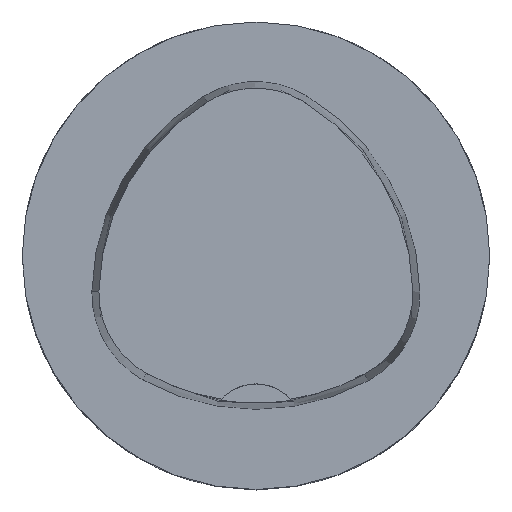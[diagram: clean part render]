
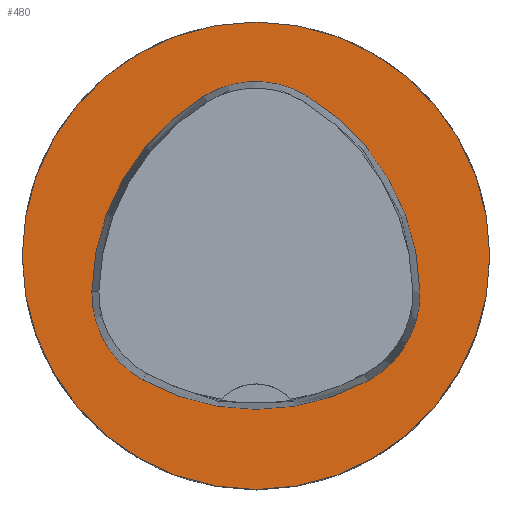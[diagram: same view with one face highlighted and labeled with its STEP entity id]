
A CAD part, top view. The second image highlights one B-rep face of the part: STEP entity #480.
In plain terms, the highlighted planar face has unit normal (0, 0, 1).
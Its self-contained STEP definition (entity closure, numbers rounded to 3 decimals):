
#209=PLANE('',#4882);
#358=FACE_BOUND('',#1046,.T.);
#359=FACE_BOUND('',#1047,.T.);
#480=ADVANCED_FACE('',(#358,#359),#209,.T.);
#1046=EDGE_LOOP('',(#2331,#2332,#2333,#2334,#2335,#2336));
#1047=EDGE_LOOP('',(#2337));
#1341=CIRCLE('',#4859,20.);
#1343=CIRCLE('',#4862,8.5);
#1345=CIRCLE('',#4865,20.);
#1347=CIRCLE('',#4868,8.5);
#1351=CIRCLE('',#4873,20.);
#1353=CIRCLE('',#4876,8.5);
#1356=CIRCLE('',#4881,20.);
#2331=ORIENTED_EDGE('',*,*,#4040,.T.);
#2332=ORIENTED_EDGE('',*,*,#4020,.T.);
#2333=ORIENTED_EDGE('',*,*,#4024,.T.);
#2334=ORIENTED_EDGE('',*,*,#4027,.T.);
#2335=ORIENTED_EDGE('',*,*,#4030,.T.);
#2336=ORIENTED_EDGE('',*,*,#4038,.T.);
#2337=ORIENTED_EDGE('',*,*,#4043,.F.);
#3559=VERTEX_POINT('',#7461);
#3560=VERTEX_POINT('',#7462);
#3563=VERTEX_POINT('',#7470);
#3565=VERTEX_POINT('',#7476);
#3567=VERTEX_POINT('',#7482);
#3574=VERTEX_POINT('',#7503);
#3575=VERTEX_POINT('',#7513);
#4020=EDGE_CURVE('',#3559,#3560,#1341,.T.);
#4024=EDGE_CURVE('',#3560,#3563,#1343,.T.);
#4027=EDGE_CURVE('',#3563,#3565,#1345,.T.);
#4030=EDGE_CURVE('',#3565,#3567,#1347,.T.);
#4038=EDGE_CURVE('',#3567,#3574,#1351,.T.);
#4040=EDGE_CURVE('',#3574,#3559,#1353,.T.);
#4043=EDGE_CURVE('',#3575,#3575,#1356,.T.);
#4859=AXIS2_PLACEMENT_3D('',#7460,#5502,#5503);
#4862=AXIS2_PLACEMENT_3D('',#7469,#5510,#5511);
#4865=AXIS2_PLACEMENT_3D('',#7475,#5517,#5518);
#4868=AXIS2_PLACEMENT_3D('',#7481,#5524,#5525);
#4873=AXIS2_PLACEMENT_3D('',#7504,#5536,#5537);
#4876=AXIS2_PLACEMENT_3D('',#7507,#5542,#5543);
#4881=AXIS2_PLACEMENT_3D('',#7512,#5552,#5553);
#4882=AXIS2_PLACEMENT_3D('',#7514,#5554,#5555);
#5502=DIRECTION('',(0.,0.,-1.));
#5503=DIRECTION('',(-1.,0.,0.));
#5510=DIRECTION('',(0.,0.,-1.));
#5511=DIRECTION('',(-1.,0.,0.));
#5517=DIRECTION('',(0.,0.,-1.));
#5518=DIRECTION('',(-1.,0.,0.));
#5524=DIRECTION('',(0.,0.,-1.));
#5525=DIRECTION('',(-1.,0.,0.));
#5536=DIRECTION('',(0.,0.,-1.));
#5537=DIRECTION('',(-1.,0.,0.));
#5542=DIRECTION('',(0.,0.,-1.));
#5543=DIRECTION('',(-1.,0.,0.));
#5552=DIRECTION('',(0.,0.,-1.));
#5553=DIRECTION('',(-1.,0.,0.));
#5554=DIRECTION('',(0.,0.,1.));
#5555=DIRECTION('',(1.,0.,0.));
#7460=CARTESIAN_POINT('',(5.955,-3.414,0.));
#7461=CARTESIAN_POINT('',(-14.041,-3.042,0.));
#7462=CARTESIAN_POINT('',(-4.472,13.653,0.));
#7469=CARTESIAN_POINT('',(-0.04,6.4,0.));
#7470=CARTESIAN_POINT('',(4.347,13.68,0.));
#7475=CARTESIAN_POINT('',(-5.976,-3.45,0.));
#7476=CARTESIAN_POINT('',(14.021,-3.075,0.));
#7481=CARTESIAN_POINT('',(5.522,-3.235,0.));
#7482=CARTESIAN_POINT('',(9.588,-10.699,0.));
#7503=CARTESIAN_POINT('',(-9.655,-10.639,0.));
#7504=CARTESIAN_POINT('',(0.022,6.864,0.));
#7507=CARTESIAN_POINT('',(-5.543,-3.2,0.));
#7512=CARTESIAN_POINT('',(0.,0.,0.));
#7513=CARTESIAN_POINT('',(-20.,0.,0.));
#7514=CARTESIAN_POINT('',(0.,0.,0.));
